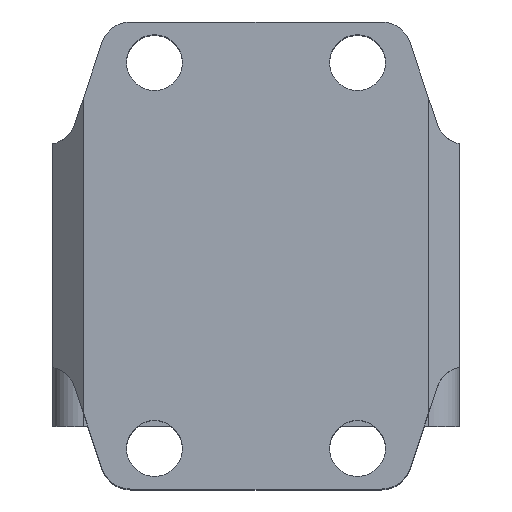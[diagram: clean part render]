
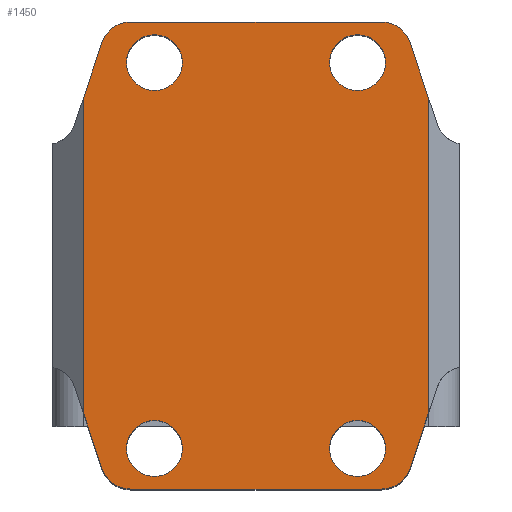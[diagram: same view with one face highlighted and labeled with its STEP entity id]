
A CAD part, top view. The second image highlights one B-rep face of the part: STEP entity #1450.
In plain terms, the highlighted planar face has unit normal (0, 0, 1).
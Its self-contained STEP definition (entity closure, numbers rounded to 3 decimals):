
#74=FACE_BOUND('',#272,.T.);
#75=FACE_BOUND('',#273,.T.);
#76=FACE_BOUND('',#274,.T.);
#77=FACE_BOUND('',#275,.T.);
#113=CIRCLE('',#1566,3.);
#114=CIRCLE('',#1567,3.);
#115=CIRCLE('',#1568,3.);
#116=CIRCLE('',#1569,3.);
#117=CIRCLE('',#1570,2.75);
#118=CIRCLE('',#1571,2.75);
#119=CIRCLE('',#1572,2.75);
#120=CIRCLE('',#1573,2.75);
#183=FACE_OUTER_BOUND('',#271,.T.);
#271=EDGE_LOOP('',(#1035,#1036,#1037,#1038,#1039,#1040,#1041,#1042,#1043,
#1044,#1045,#1046));
#272=EDGE_LOOP('',(#1047));
#273=EDGE_LOOP('',(#1048));
#274=EDGE_LOOP('',(#1049));
#275=EDGE_LOOP('',(#1050));
#414=LINE('',#2277,#535);
#416=LINE('',#2281,#537);
#417=LINE('',#2285,#538);
#418=LINE('',#2289,#539);
#419=LINE('',#2291,#540);
#420=LINE('',#2293,#541);
#421=LINE('',#2297,#542);
#422=LINE('',#2300,#543);
#535=VECTOR('',#1781,10.);
#537=VECTOR('',#1785,10.);
#538=VECTOR('',#1788,10.);
#539=VECTOR('',#1791,10.);
#540=VECTOR('',#1792,10.);
#541=VECTOR('',#1793,10.);
#542=VECTOR('',#1796,10.);
#543=VECTOR('',#1799,10.);
#668=VERTEX_POINT('',#2274);
#669=VERTEX_POINT('',#2276);
#670=VERTEX_POINT('',#2280);
#671=VERTEX_POINT('',#2282);
#672=VERTEX_POINT('',#2284);
#673=VERTEX_POINT('',#2286);
#674=VERTEX_POINT('',#2288);
#675=VERTEX_POINT('',#2290);
#676=VERTEX_POINT('',#2292);
#677=VERTEX_POINT('',#2294);
#678=VERTEX_POINT('',#2296);
#679=VERTEX_POINT('',#2298);
#680=VERTEX_POINT('',#2301);
#681=VERTEX_POINT('',#2303);
#682=VERTEX_POINT('',#2305);
#683=VERTEX_POINT('',#2307);
#812=EDGE_CURVE('',#668,#669,#414,.T.);
#814=EDGE_CURVE('',#668,#670,#416,.T.);
#815=EDGE_CURVE('',#671,#670,#113,.T.);
#816=EDGE_CURVE('',#672,#671,#417,.T.);
#817=EDGE_CURVE('',#673,#672,#114,.T.);
#818=EDGE_CURVE('',#674,#673,#418,.T.);
#819=EDGE_CURVE('',#675,#674,#419,.T.);
#820=EDGE_CURVE('',#676,#675,#420,.T.);
#821=EDGE_CURVE('',#677,#676,#115,.T.);
#822=EDGE_CURVE('',#678,#677,#421,.T.);
#823=EDGE_CURVE('',#679,#678,#116,.T.);
#824=EDGE_CURVE('',#669,#679,#422,.T.);
#825=EDGE_CURVE('',#680,#680,#117,.T.);
#826=EDGE_CURVE('',#681,#681,#118,.T.);
#827=EDGE_CURVE('',#682,#682,#119,.T.);
#828=EDGE_CURVE('',#683,#683,#120,.T.);
#1035=ORIENTED_EDGE('',*,*,#812,.F.);
#1036=ORIENTED_EDGE('',*,*,#814,.T.);
#1037=ORIENTED_EDGE('',*,*,#815,.F.);
#1038=ORIENTED_EDGE('',*,*,#816,.F.);
#1039=ORIENTED_EDGE('',*,*,#817,.F.);
#1040=ORIENTED_EDGE('',*,*,#818,.F.);
#1041=ORIENTED_EDGE('',*,*,#819,.F.);
#1042=ORIENTED_EDGE('',*,*,#820,.F.);
#1043=ORIENTED_EDGE('',*,*,#821,.F.);
#1044=ORIENTED_EDGE('',*,*,#822,.F.);
#1045=ORIENTED_EDGE('',*,*,#823,.F.);
#1046=ORIENTED_EDGE('',*,*,#824,.F.);
#1047=ORIENTED_EDGE('',*,*,#825,.T.);
#1048=ORIENTED_EDGE('',*,*,#826,.T.);
#1049=ORIENTED_EDGE('',*,*,#827,.T.);
#1050=ORIENTED_EDGE('',*,*,#828,.T.);
#1409=PLANE('',#1565);
#1450=ADVANCED_FACE('',(#183,#74,#75,#76,#77),#1409,.T.);
#1565=AXIS2_PLACEMENT_3D('',#2279,#1783,#1784);
#1566=AXIS2_PLACEMENT_3D('',#2283,#1786,#1787);
#1567=AXIS2_PLACEMENT_3D('',#2287,#1789,#1790);
#1568=AXIS2_PLACEMENT_3D('',#2295,#1794,#1795);
#1569=AXIS2_PLACEMENT_3D('',#2299,#1797,#1798);
#1570=AXIS2_PLACEMENT_3D('',#2302,#1800,#1801);
#1571=AXIS2_PLACEMENT_3D('',#2304,#1802,#1803);
#1572=AXIS2_PLACEMENT_3D('',#2306,#1804,#1805);
#1573=AXIS2_PLACEMENT_3D('',#2308,#1806,#1807);
#1781=DIRECTION('',(0.,1.,0.));
#1783=DIRECTION('center_axis',(0.,0.,1.));
#1784=DIRECTION('ref_axis',(1.,0.,0.));
#1785=DIRECTION('',(0.316,-0.949,0.));
#1786=DIRECTION('center_axis',(0.,0.,-1.));
#1787=DIRECTION('ref_axis',(-0.585,-0.811,0.));
#1788=DIRECTION('',(-1.,0.,0.));
#1789=DIRECTION('center_axis',(0.,0.,-1.));
#1790=DIRECTION('ref_axis',(0.585,-0.811,0.));
#1791=DIRECTION('',(-0.316,-0.949,0.));
#1792=DIRECTION('',(0.,-1.,0.));
#1793=DIRECTION('',(0.316,-0.949,0.));
#1794=DIRECTION('center_axis',(0.,0.,-1.));
#1795=DIRECTION('ref_axis',(0.585,0.811,0.));
#1796=DIRECTION('',(1.,0.,0.));
#1797=DIRECTION('center_axis',(0.,0.,-1.));
#1798=DIRECTION('ref_axis',(-0.585,0.811,0.));
#1799=DIRECTION('',(0.316,0.949,0.));
#1800=DIRECTION('center_axis',(0.,0.,-1.));
#1801=DIRECTION('ref_axis',(-1.,0.,0.));
#1802=DIRECTION('center_axis',(0.,0.,-1.));
#1803=DIRECTION('ref_axis',(-1.,0.,0.));
#1804=DIRECTION('center_axis',(0.,0.,-1.));
#1805=DIRECTION('ref_axis',(-1.,0.,0.));
#1806=DIRECTION('center_axis',(0.,0.,-1.));
#1807=DIRECTION('ref_axis',(-1.,0.,0.));
#2274=CARTESIAN_POINT('',(-17.,-4.5,25.8));
#2276=CARTESIAN_POINT('',(-17.,26.5,25.8));
#2277=CARTESIAN_POINT('',(-17.,0.,25.8));
#2279=CARTESIAN_POINT('Origin',(-20.,0.,25.8));
#2280=CARTESIAN_POINT('',(-15.184,-9.949,25.8));
#2281=CARTESIAN_POINT('',(-18.5,0.,25.8));
#2282=CARTESIAN_POINT('',(-12.338,-12.,25.8));
#2283=CARTESIAN_POINT('Origin',(-12.338,-9.,25.8));
#2284=CARTESIAN_POINT('',(12.338,-12.,25.8));
#2285=CARTESIAN_POINT('',(14.5,-12.,25.8));
#2286=CARTESIAN_POINT('',(15.184,-9.949,25.8));
#2287=CARTESIAN_POINT('Origin',(12.338,-9.,25.8));
#2288=CARTESIAN_POINT('',(17.,-4.5,25.8));
#2289=CARTESIAN_POINT('',(18.5,0.,25.8));
#2290=CARTESIAN_POINT('',(17.,26.5,25.8));
#2291=CARTESIAN_POINT('',(17.,0.,25.8));
#2292=CARTESIAN_POINT('',(15.184,31.949,25.8));
#2293=CARTESIAN_POINT('',(14.5,34.,25.8));
#2294=CARTESIAN_POINT('',(12.338,34.,25.8));
#2295=CARTESIAN_POINT('Origin',(12.338,31.,25.8));
#2296=CARTESIAN_POINT('',(-12.338,34.,25.8));
#2297=CARTESIAN_POINT('',(-14.5,34.,25.8));
#2298=CARTESIAN_POINT('',(-15.184,31.949,25.8));
#2299=CARTESIAN_POINT('Origin',(-12.338,31.,25.8));
#2300=CARTESIAN_POINT('',(-18.5,22.,25.8));
#2301=CARTESIAN_POINT('',(12.75,30.,25.8));
#2302=CARTESIAN_POINT('Origin',(10.,30.,25.8));
#2303=CARTESIAN_POINT('',(12.75,-8.,25.8));
#2304=CARTESIAN_POINT('Origin',(10.,-8.,25.8));
#2305=CARTESIAN_POINT('',(-7.25,30.,25.8));
#2306=CARTESIAN_POINT('Origin',(-10.,30.,25.8));
#2307=CARTESIAN_POINT('',(-7.25,-8.,25.8));
#2308=CARTESIAN_POINT('Origin',(-10.,-8.,25.8));
